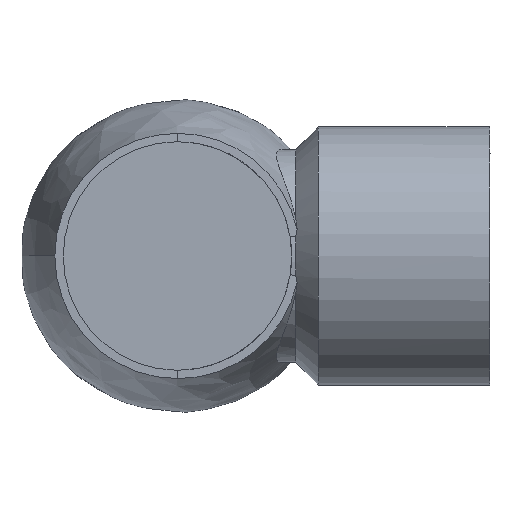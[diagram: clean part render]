
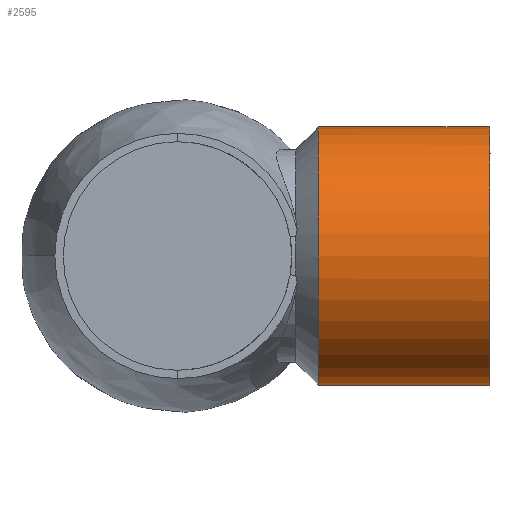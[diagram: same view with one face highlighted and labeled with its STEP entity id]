
A CAD part, front view. The second image highlights one B-rep face of the part: STEP entity #2595.
In plain terms, the highlighted cylindrical face has radius 32.75 mm (diameter 65.5 mm), a partial arc.
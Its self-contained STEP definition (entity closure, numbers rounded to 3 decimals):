
#24 = CIRCLE ( 'NONE', #357, 32.75 ) ;
#45 = CARTESIAN_POINT ( 'NONE',  ( 619.122, -0.11, 1027.75 ) ) ;
#211 = DIRECTION ( 'NONE',  ( -1., 0., 0. ) ) ;
#238 = VERTEX_POINT ( 'NONE', #3080 ) ;
#300 = ORIENTED_EDGE ( 'NONE', *, *, #2267, .F. ) ;
#332 = EDGE_CURVE ( 'NONE', #1820, #2858, #24, .T. ) ;
#352 = EDGE_LOOP ( 'NONE', ( #1872, #770, #300, #1085, #2271, #442 ) ) ;
#357 = AXIS2_PLACEMENT_3D ( 'NONE', #1436, #1646, #1066 ) ;
#360 = CIRCLE ( 'NONE', #1185, 32.75 ) ;
#376 = CARTESIAN_POINT ( 'NONE',  ( 619.3, -0.288, 1027.749 ) ) ;
#395 = VERTEX_POINT ( 'NONE', #1169 ) ;
#442 = ORIENTED_EDGE ( 'NONE', *, *, #815, .F. ) ;
#520 = DIRECTION ( 'NONE',  ( -1., 0., 0. ) ) ;
#527 = CARTESIAN_POINT ( 'NONE',  ( 619.254, -0.242, 1027.749 ) ) ;
#621 = CARTESIAN_POINT ( 'NONE',  ( 585.3, 0., 962.25 ) ) ;
#653 = CARTESIAN_POINT ( 'NONE',  ( 575.75, 0., 995. ) ) ;
#674 = LINE ( 'NONE', #1839, #2529 ) ;
#739 = CARTESIAN_POINT ( 'NONE',  ( 619.1, 0., 1027.75 ) ) ;
#770 = ORIENTED_EDGE ( 'NONE', *, *, #332, .T. ) ;
#815 = EDGE_CURVE ( 'NONE', #395, #238, #360, .T. ) ;
#1016 = CARTESIAN_POINT ( 'NONE',  ( 619.3, 0., 962.25 ) ) ;
#1066 = DIRECTION ( 'NONE',  ( 0., 0., 1. ) ) ;
#1085 = ORIENTED_EDGE ( 'NONE', *, *, #3037, .T. ) ;
#1169 = CARTESIAN_POINT ( 'NONE',  ( 575.75, 0., 962.25 ) ) ;
#1185 = AXIS2_PLACEMENT_3D ( 'NONE', #653, #1879, #1361 ) ;
#1245 =( BOUNDED_CURVE ( )  B_SPLINE_CURVE ( 3, ( #2364, #1954, #527, #376 ),
 .UNSPECIFIED., .F., .F. ) 
 B_SPLINE_CURVE_WITH_KNOTS ( ( 4, 4 ),
 ( 1.575, 1.58 ),
 .UNSPECIFIED. ) 
 CURVE ( )  GEOMETRIC_REPRESENTATION_ITEM ( )  RATIONAL_B_SPLINE_CURVE ( ( 1., 1., 1., 1. ) ) 
 REPRESENTATION_ITEM ( '' )  );
#1361 = DIRECTION ( 'NONE',  ( 0., 0., -1. ) ) ;
#1364 = VERTEX_POINT ( 'NONE', #1427 ) ;
#1416 = B_SPLINE_CURVE_WITH_KNOTS ( 'NONE', 3,
 ( #2137, #45, #2246, #1692 ),
 .UNSPECIFIED., .F., .F.,
 ( 4, 4 ),
 ( 0., 0. ),
 .UNSPECIFIED. ) ;
#1425 = EDGE_CURVE ( 'NONE', #1820, #395, #1947, .T. ) ;
#1427 = CARTESIAN_POINT ( 'NONE',  ( 619.162, -0.15, 1027.75 ) ) ;
#1436 = CARTESIAN_POINT ( 'NONE',  ( 619.3, 0., 995. ) ) ;
#1546 = DIRECTION ( 'NONE',  ( 0., 0., 1. ) ) ;
#1646 = DIRECTION ( 'NONE',  ( -1., 0., 0. ) ) ;
#1692 = CARTESIAN_POINT ( 'NONE',  ( 619.1, 0., 1027.75 ) ) ;
#1706 = AXIS2_PLACEMENT_3D ( 'NONE', #2421, #211, #1546 ) ;
#1820 = VERTEX_POINT ( 'NONE', #1016 ) ;
#1839 = CARTESIAN_POINT ( 'NONE',  ( 585.3, 0., 1027.75 ) ) ;
#1872 = ORIENTED_EDGE ( 'NONE', *, *, #1425, .F. ) ;
#1879 = DIRECTION ( 'NONE',  ( -1., 0., 0. ) ) ;
#1944 = CARTESIAN_POINT ( 'NONE',  ( 619.3, -0.288, 1027.749 ) ) ;
#1947 = LINE ( 'NONE', #621, #3018 ) ;
#1954 = CARTESIAN_POINT ( 'NONE',  ( 619.208, -0.196, 1027.749 ) ) ;
#1997 = EDGE_CURVE ( 'NONE', #2394, #238, #674, .T. ) ;
#2054 = CYLINDRICAL_SURFACE ( 'NONE', #1706, 32.75 ) ;
#2137 = CARTESIAN_POINT ( 'NONE',  ( 619.162, -0.15, 1027.75 ) ) ;
#2246 = CARTESIAN_POINT ( 'NONE',  ( 619.1, -0.055, 1027.75 ) ) ;
#2267 = EDGE_CURVE ( 'NONE', #1364, #2858, #1245, .T. ) ;
#2271 = ORIENTED_EDGE ( 'NONE', *, *, #1997, .T. ) ;
#2364 = CARTESIAN_POINT ( 'NONE',  ( 619.162, -0.15, 1027.75 ) ) ;
#2394 = VERTEX_POINT ( 'NONE', #739 ) ;
#2421 = CARTESIAN_POINT ( 'NONE',  ( 585.3, 0., 995. ) ) ;
#2456 = DIRECTION ( 'NONE',  ( -1., 0., 0. ) ) ;
#2529 = VECTOR ( 'NONE', #520, 1000. ) ;
#2595 = ADVANCED_FACE ( 'NONE', ( #3134 ), #2054, .T. ) ;
#2858 = VERTEX_POINT ( 'NONE', #1944 ) ;
#3018 = VECTOR ( 'NONE', #2456, 1000. ) ;
#3037 = EDGE_CURVE ( 'NONE', #1364, #2394, #1416, .T. ) ;
#3080 = CARTESIAN_POINT ( 'NONE',  ( 575.75, 0., 1027.75 ) ) ;
#3134 = FACE_OUTER_BOUND ( 'NONE', #352, .T. ) ;
